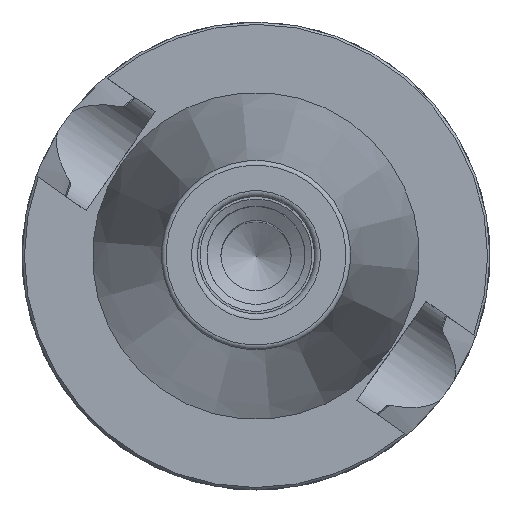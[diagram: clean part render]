
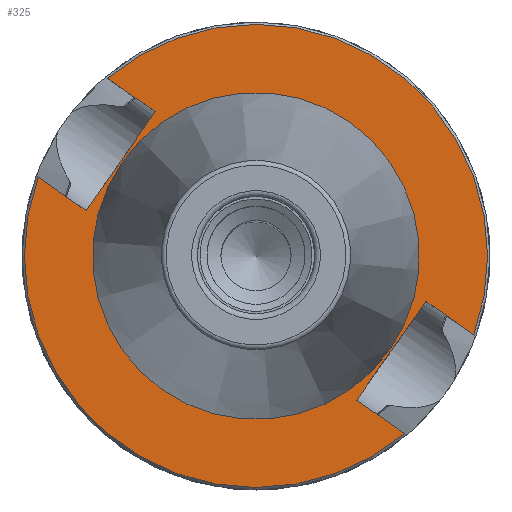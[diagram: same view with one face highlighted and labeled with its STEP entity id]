
A CAD part, top view. The second image highlights one B-rep face of the part: STEP entity #325.
In plain terms, the highlighted planar face has unit normal (0, 0, 1).
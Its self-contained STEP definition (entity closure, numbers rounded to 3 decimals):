
#142=LINE('',#1972,#160);
#143=LINE('',#1974,#161);
#144=LINE('',#1976,#162);
#145=LINE('',#1980,#163);
#146=LINE('',#1982,#164);
#147=LINE('',#1984,#165);
#160=VECTOR('',#1533,1.);
#161=VECTOR('',#1534,1.);
#162=VECTOR('',#1535,1.);
#163=VECTOR('',#1538,1.);
#164=VECTOR('',#1539,1.);
#165=VECTOR('',#1540,1.);
#269=PLANE('',#1347);
#325=ADVANCED_FACE('',(#435,#436),#269,.T.);
#435=FACE_BOUND('',#583,.T.);
#436=FACE_BOUND('',#584,.T.);
#583=EDGE_LOOP('',(#781,#782,#783,#784,#785,#786,#787,#788));
#584=EDGE_LOOP('',(#789));
#781=ORIENTED_EDGE('',*,*,#1142,.F.);
#782=ORIENTED_EDGE('',*,*,#1143,.F.);
#783=ORIENTED_EDGE('',*,*,#1144,.F.);
#784=ORIENTED_EDGE('',*,*,#1145,.T.);
#785=ORIENTED_EDGE('',*,*,#1146,.F.);
#786=ORIENTED_EDGE('',*,*,#1147,.F.);
#787=ORIENTED_EDGE('',*,*,#1148,.F.);
#788=ORIENTED_EDGE('',*,*,#1113,.T.);
#789=ORIENTED_EDGE('',*,*,#1149,.T.);
#999=VERTEX_POINT('',#1832);
#1000=VERTEX_POINT('',#1834);
#1021=VERTEX_POINT('',#1973);
#1022=VERTEX_POINT('',#1975);
#1023=VERTEX_POINT('',#1977);
#1024=VERTEX_POINT('',#1979);
#1025=VERTEX_POINT('',#1981);
#1026=VERTEX_POINT('',#1983);
#1027=VERTEX_POINT('',#1986);
#1113=EDGE_CURVE('',#1000,#999,#1235,.T.);
#1142=EDGE_CURVE('',#1021,#999,#142,.T.);
#1143=EDGE_CURVE('',#1022,#1021,#143,.T.);
#1144=EDGE_CURVE('',#1023,#1022,#144,.T.);
#1145=EDGE_CURVE('',#1023,#1024,#1247,.T.);
#1146=EDGE_CURVE('',#1025,#1024,#145,.T.);
#1147=EDGE_CURVE('',#1026,#1025,#146,.T.);
#1148=EDGE_CURVE('',#1000,#1026,#147,.T.);
#1149=EDGE_CURVE('',#1027,#1027,#1248,.T.);
#1235=CIRCLE('',#1323,49.5);
#1247=CIRCLE('',#1345,49.5);
#1248=CIRCLE('',#1346,34.663);
#1323=AXIS2_PLACEMENT_3D('',#1833,#1487,#1488);
#1345=AXIS2_PLACEMENT_3D('',#1978,#1536,#1537);
#1346=AXIS2_PLACEMENT_3D('',#1985,#1541,#1542);
#1347=AXIS2_PLACEMENT_3D('',#1987,#1543,#1544);
#1487=DIRECTION('',(0.,0.,1.));
#1488=DIRECTION('',(0.574,0.819,0.));
#1533=DIRECTION('',(0.819,-0.574,0.));
#1534=DIRECTION('',(-0.574,-0.819,0.));
#1535=DIRECTION('',(-0.819,0.574,0.));
#1536=DIRECTION('',(0.,0.,1.));
#1537=DIRECTION('',(0.574,0.819,0.));
#1538=DIRECTION('',(-0.819,0.574,0.));
#1539=DIRECTION('',(0.574,0.819,0.));
#1540=DIRECTION('',(0.819,-0.574,0.));
#1541=DIRECTION('',(0.,0.,-1.));
#1542=DIRECTION('',(-0.574,-0.819,0.));
#1543=DIRECTION('',(0.,0.,1.));
#1544=DIRECTION('',(0.574,0.819,0.));
#1832=CARTESIAN_POINT('',(31.746,-37.98,-3.));
#1833=CARTESIAN_POINT('',(0.,0.,-3.));
#1834=CARTESIAN_POINT('',(-46.547,16.841,-3.));
#1972=CARTESIAN_POINT('',(-7.401,-10.569,-3.));
#1973=CARTESIAN_POINT('',(21.515,-30.816,-3.));
#1974=CARTESIAN_POINT('',(57.595,20.71,-3.));
#1975=CARTESIAN_POINT('',(36.317,-9.678,-3.));
#1976=CARTESIAN_POINT('',(7.401,10.569,-3.));
#1977=CARTESIAN_POINT('',(46.547,-16.841,-3.));
#1978=CARTESIAN_POINT('',(0.,0.,-3.));
#1979=CARTESIAN_POINT('',(-31.746,37.98,-3.));
#1980=CARTESIAN_POINT('',(7.401,10.569,-3.));
#1981=CARTESIAN_POINT('',(-21.515,30.816,-3.));
#1982=CARTESIAN_POINT('',(-0.237,61.205,-3.));
#1983=CARTESIAN_POINT('',(-36.317,9.678,-3.));
#1984=CARTESIAN_POINT('',(-7.401,-10.569,-3.));
#1985=CARTESIAN_POINT('',(0.,0.,-3.));
#1986=CARTESIAN_POINT('',(-19.882,-28.394,-3.));
#1987=CARTESIAN_POINT('',(28.679,40.958,-3.));
